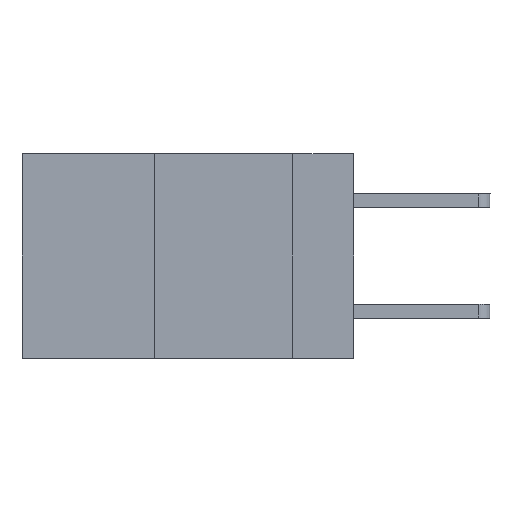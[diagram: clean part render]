
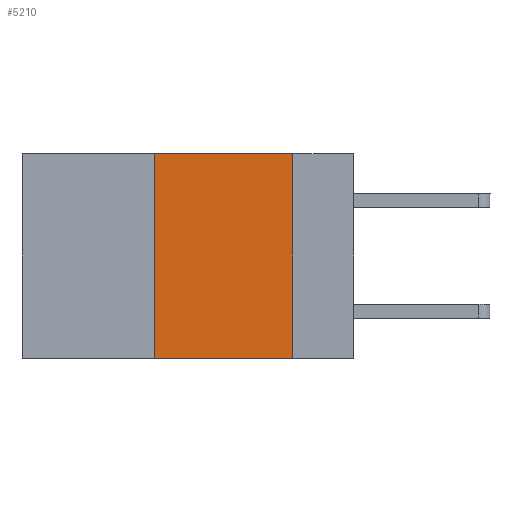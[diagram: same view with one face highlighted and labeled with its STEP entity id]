
A CAD part, left-side view. The second image highlights one B-rep face of the part: STEP entity #5210.
In plain terms, the highlighted planar face has unit normal (-1, 0, 0).
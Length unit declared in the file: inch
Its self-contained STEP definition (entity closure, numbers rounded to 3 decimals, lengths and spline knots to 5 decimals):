
#794 = FACE_OUTER_BOUND ( 'NONE', #8980, .T. ) ;
#1442 = CARTESIAN_POINT ( 'NONE',  ( 0., 0.36, -0.37 ) ) ;
#1594 = VECTOR ( 'NONE', #9323, 39.37008 ) ;
#2005 = DIRECTION ( 'NONE',  ( 1., 0., 0. ) ) ;
#2018 = EDGE_CURVE ( 'NONE', #8332, #9274, #8028, .T. ) ;
#2062 = ORIENTED_EDGE ( 'NONE', *, *, #6327, .F. ) ;
#2084 = EDGE_CURVE ( 'NONE', #2740, #9274, #5567, .T. ) ;
#2613 = ORIENTED_EDGE ( 'NONE', *, *, #2018, .T. ) ;
#2740 = VERTEX_POINT ( 'NONE', #6807 ) ;
#2853 = AXIS2_PLACEMENT_3D ( 'NONE', #6642, #2005, #7378 ) ;
#2907 = CARTESIAN_POINT ( 'NONE',  ( 0., 0.11, -0.37 ) ) ;
#3248 = EDGE_CURVE ( 'NONE', #8332, #6659, #7639, .T. ) ;
#4087 = VECTOR ( 'NONE', #9684, 39.37008 ) ;
#4293 = CARTESIAN_POINT ( 'NONE',  ( 0., 0.6, 0. ) ) ;
#5129 = PLANE ( 'NONE',  #2853 ) ;
#5210 = ADVANCED_FACE ( 'NONE', ( #794 ), #5129, .F. ) ;
#5567 = LINE ( 'NONE', #8484, #1594 ) ;
#5650 = VECTOR ( 'NONE', #9207, 39.37008 ) ;
#6103 = LINE ( 'NONE', #4293, #4087 ) ;
#6261 = CARTESIAN_POINT ( 'NONE',  ( 0., 0.36, 0. ) ) ;
#6327 = EDGE_CURVE ( 'NONE', #6659, #2740, #6103, .T. ) ;
#6642 = CARTESIAN_POINT ( 'NONE',  ( 0., 0.6, 0. ) ) ;
#6659 = VERTEX_POINT ( 'NONE', #10035 ) ;
#6807 = CARTESIAN_POINT ( 'NONE',  ( 0., 0.11, 0. ) ) ;
#7378 = DIRECTION ( 'NONE',  ( 0., 0., -1. ) ) ;
#7639 = LINE ( 'NONE', #6261, #5650 ) ;
#8028 = LINE ( 'NONE', #8060, #8549 ) ;
#8033 = DIRECTION ( 'NONE',  ( 0., -1., 0. ) ) ;
#8060 = CARTESIAN_POINT ( 'NONE',  ( 0., 0.6, -0.37 ) ) ;
#8332 = VERTEX_POINT ( 'NONE', #1442 ) ;
#8470 = ORIENTED_EDGE ( 'NONE', *, *, #3248, .F. ) ;
#8484 = CARTESIAN_POINT ( 'NONE',  ( 0., 0.11, 0. ) ) ;
#8549 = VECTOR ( 'NONE', #8033, 39.37008 ) ;
#8980 = EDGE_LOOP ( 'NONE', ( #9635, #2062, #8470, #2613 ) ) ;
#9207 = DIRECTION ( 'NONE',  ( 0., 0., 1. ) ) ;
#9274 = VERTEX_POINT ( 'NONE', #2907 ) ;
#9323 = DIRECTION ( 'NONE',  ( 0., 0., -1. ) ) ;
#9635 = ORIENTED_EDGE ( 'NONE', *, *, #2084, .F. ) ;
#9684 = DIRECTION ( 'NONE',  ( 0., -1., 0. ) ) ;
#10035 = CARTESIAN_POINT ( 'NONE',  ( 0., 0.36, 0. ) ) ;
